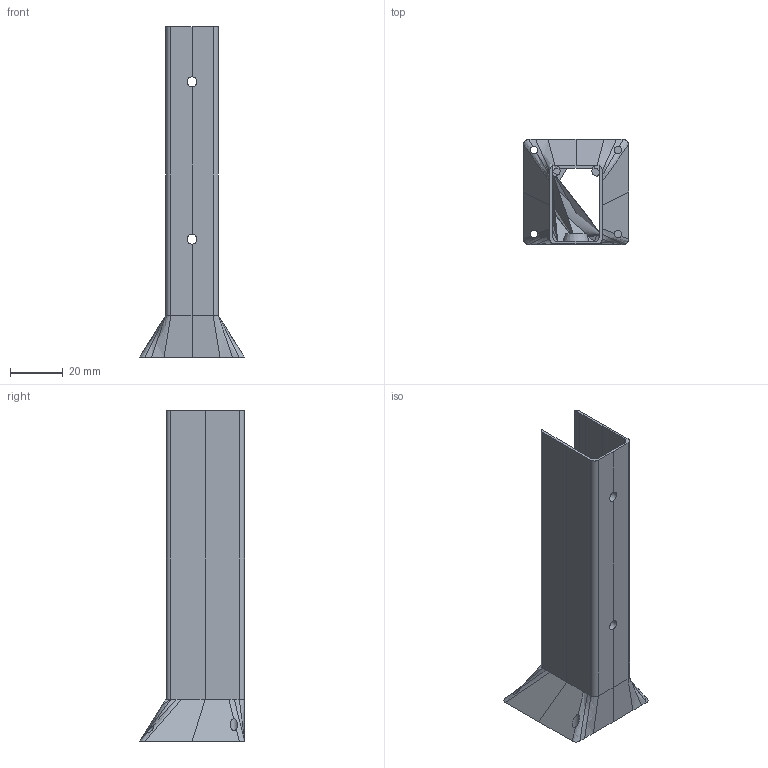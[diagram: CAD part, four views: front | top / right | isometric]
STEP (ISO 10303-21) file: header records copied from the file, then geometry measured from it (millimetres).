
FILE_DESCRIPTION(('FreeCAD Model'),'2;1');
FILE_NAME('Open CASCADE Shape Model','2021-12-21T21:11:17',('Author'),( ''),'Open CASCADE STEP processor 7.5','FreeCAD','Unknown');
FILE_SCHEMA(('AUTOMOTIVE_DESIGN { 1 0 10303 214 1 1 1 1 }'));
Length unit declared in the file: millimetre
Products named in the file (1): fan-pipe
Bounding box: 40 x 40 x 126 mm (x, y, z)
Volume: 9808.3 mm3; surface area: 19319.2 mm2
Topology: 1 solids, 1 shells, 69 faces, 210 edges, 128 vertices
Faces by surface type: bspline 32, plane 23, cylinder 12, cone 2
Full cylindrical faces by diameter (mm): 2.8 x4, 3.8 x2
Entity records: 6595 total; most frequent: CARTESIAN_POINT 3009, DIRECTION 570, ORIENTED_EDGE 388, PCURVE 388, DEFINITIONAL_REPRESENTATION 388, LINE 378, VECTOR 378, EDGE_CURVE 194
